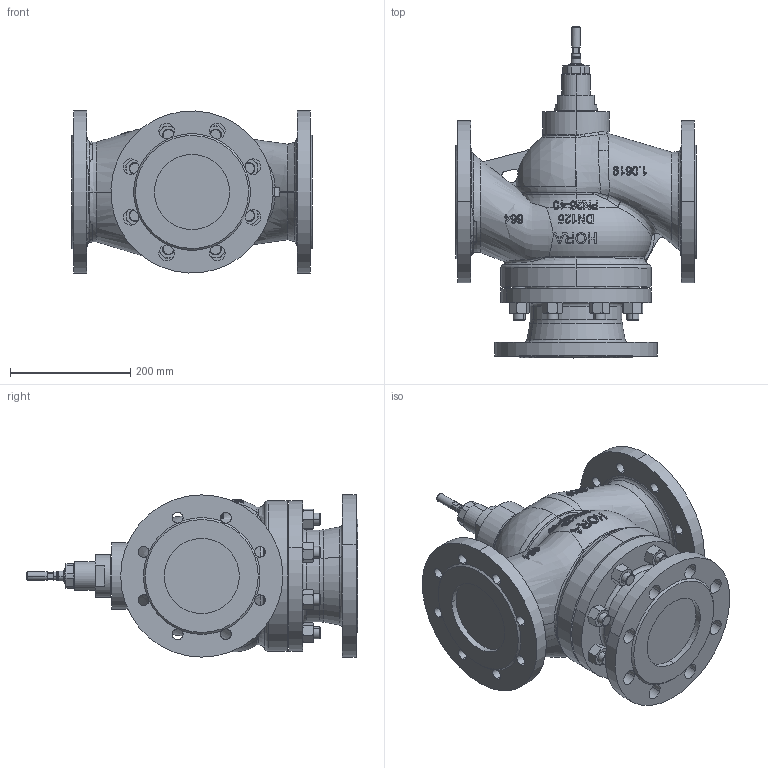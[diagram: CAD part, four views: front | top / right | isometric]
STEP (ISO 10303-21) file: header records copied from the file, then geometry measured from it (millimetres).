
FILE_DESCRIPTION (( 'STEP AP203' ), '1' );
FILE_NAME ('BR340S DN125 XXX PN25-40 for MC_STEP (Defeature).STEP', '2015-03-11T10:17:08', ( 'HORA' ), ( 'Holter Regelamaturen GmbH & Co. KG' ), 'SwSTEP 2.0', 'SolidWorks 2014', '' );
FILE_SCHEMA (( 'CONFIG_CONTROL_DESIGN' ));
Products named in the file (1): BR340S DN125 XXX PN25-40 for MC_STEP (Defeature)
Bounding box: 400 x 552.5 x 270 mm (x, y, z)
Volume: 19388794.5 mm3; surface area: 815411.5 mm2
Topology: 1 solids, 1 shells, 826 faces, 2183 edges, 1403 vertices
Faces by surface type: plane 271, bspline 204, cone 141, cylinder 136, torus 71, sphere 3
Entity records: 186150 total; most frequent: CARTESIAN_POINT 167376, ORIENTED_EDGE 4366, DIRECTION 3177, EDGE_CURVE 2183, VERTEX_POINT 1403, AXIS2_PLACEMENT_3D 1304, EDGE_LOOP 936, B_SPLINE_CURVE_WITH_KNOTS 933
